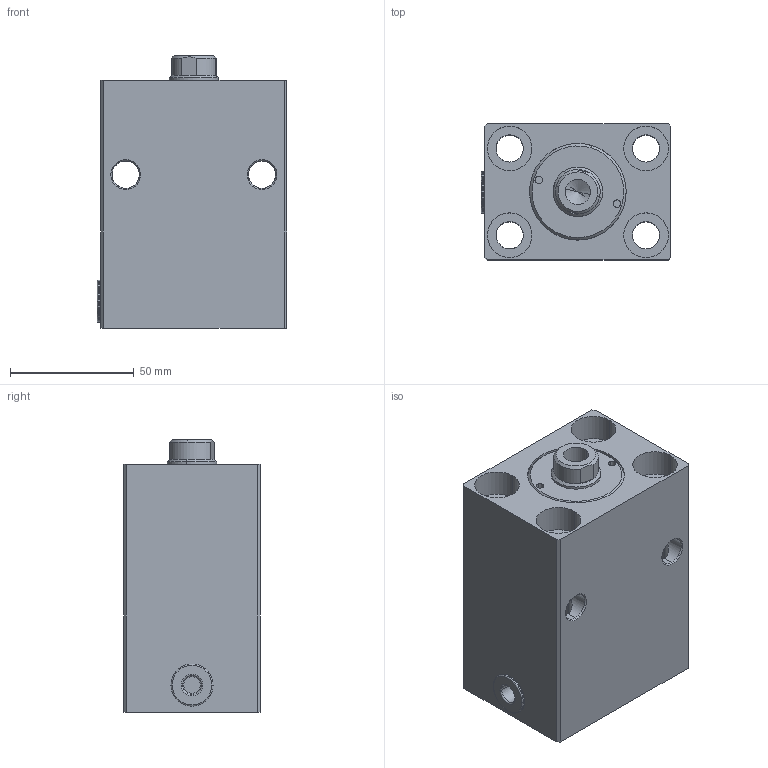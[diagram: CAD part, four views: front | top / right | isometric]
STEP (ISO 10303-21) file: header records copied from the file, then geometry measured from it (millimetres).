
FILE_DESCRIPTION (( 'STEP AP203' ), '1' );
FILE_NAME ('HBC-32SX20N等雄詢揤詰.STEP', '2019-04-29T06:14:32', ( 'User' ), ( 'china' ), 'SwSTEP 2.0', 'SolidWorks 2018', '' );
FILE_SCHEMA (( 'CONFIG_CONTROL_DESIGN' ));
Length unit declared in the file: millimetre
Products named in the file (5): ヶ裔; 黑芛; 活塞杆20; HBC-32SX20N等雄詢揤詰; 掛极20
Assembly tree (4 placements, depth 2):
  HBC-32SX20N等雄詢揤詰
    掛极20
    ヶ裔
    活塞杆20
    黑芛
Bounding box: 76.5 x 55 x 110 mm (x, y, z)
Volume: 334590.5 mm3; surface area: 74121.5 mm2
Topology: 4 solids, 4 shells, 181 faces, 434 edges, 265 vertices
Faces by surface type: cylinder 99, plane 36, torus 22, cone 21, bspline 3
Entity records: 8163 total; most frequent: CARTESIAN_POINT 3588, DIRECTION 869, ORIENTED_EDGE 864, EDGE_CURVE 432, AXIS2_PLACEMENT_3D 358, VERTEX_POINT 265, EDGE_LOOP 211, ADVANCED_FACE 181
